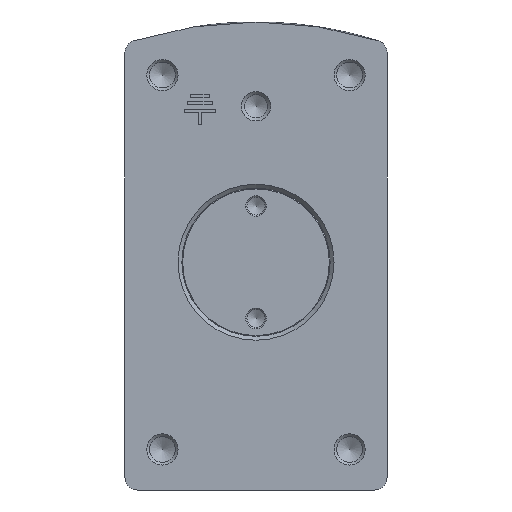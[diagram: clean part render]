
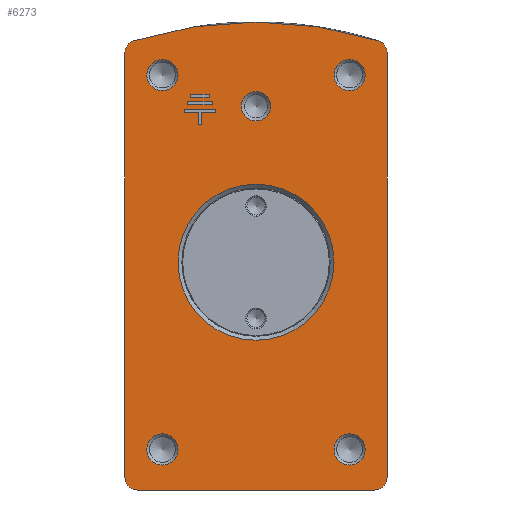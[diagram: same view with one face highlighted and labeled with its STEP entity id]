
A CAD part, front view. The second image highlights one B-rep face of the part: STEP entity #6273.
In plain terms, the highlighted planar face has unit normal (0, -1, 0).
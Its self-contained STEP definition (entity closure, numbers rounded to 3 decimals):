
#554=LINE('',#10715,#956);
#557=LINE('',#10721,#959);
#559=LINE('',#10725,#961);
#561=LINE('',#10729,#963);
#562=LINE('',#10731,#964);
#565=LINE('',#10737,#967);
#567=LINE('',#10741,#969);
#569=LINE('',#10745,#971);
#571=LINE('',#10749,#973);
#573=LINE('',#10753,#975);
#575=LINE('',#10757,#977);
#577=LINE('',#10761,#979);
#578=LINE('',#10766,#980);
#581=LINE('',#10772,#983);
#583=LINE('',#10776,#985);
#585=LINE('',#10780,#987);
#674=LINE('',#11134,#1076);
#675=LINE('',#11139,#1077);
#676=LINE('',#11143,#1078);
#956=VECTOR('',#8779,1000.);
#959=VECTOR('',#8784,1000.);
#961=VECTOR('',#8788,1000.);
#963=VECTOR('',#8792,1000.);
#964=VECTOR('',#8795,1000.);
#967=VECTOR('',#8800,1000.);
#969=VECTOR('',#8804,1000.);
#971=VECTOR('',#8808,1000.);
#973=VECTOR('',#8812,1000.);
#975=VECTOR('',#8816,1000.);
#977=VECTOR('',#8820,1000.);
#979=VECTOR('',#8824,1000.);
#980=VECTOR('',#8831,1000.);
#983=VECTOR('',#8836,1000.);
#985=VECTOR('',#8840,1000.);
#987=VECTOR('',#8844,1000.);
#1076=VECTOR('',#9141,1000.);
#1077=VECTOR('',#9144,1000.);
#1078=VECTOR('',#9147,1000.);
#2460=ORIENTED_EDGE('',*,*,#3403,.F.);
#2461=ORIENTED_EDGE('',*,*,#3402,.F.);
#2462=ORIENTED_EDGE('',*,*,#3401,.F.);
#2463=ORIENTED_EDGE('',*,*,#3400,.F.);
#2464=ORIENTED_EDGE('',*,*,#3399,.F.);
#2465=ORIENTED_EDGE('',*,*,#3398,.T.);
#2466=ORIENTED_EDGE('',*,*,#3396,.T.);
#2467=ORIENTED_EDGE('',*,*,#3394,.T.);
#2468=ORIENTED_EDGE('',*,*,#3391,.T.);
#2469=ORIENTED_EDGE('',*,*,#3534,.T.);
#2470=ORIENTED_EDGE('',*,*,#3535,.F.);
#2471=ORIENTED_EDGE('',*,*,#3536,.F.);
#2472=ORIENTED_EDGE('',*,*,#3537,.F.);
#2473=ORIENTED_EDGE('',*,*,#3538,.F.);
#2474=ORIENTED_EDGE('',*,*,#3539,.F.);
#2475=ORIENTED_EDGE('',*,*,#3540,.F.);
#2476=ORIENTED_EDGE('',*,*,#3541,.F.);
#2477=ORIENTED_EDGE('',*,*,#3390,.F.);
#2478=ORIENTED_EDGE('',*,*,#3389,.T.);
#2479=ORIENTED_EDGE('',*,*,#3387,.T.);
#2480=ORIENTED_EDGE('',*,*,#3385,.T.);
#2481=ORIENTED_EDGE('',*,*,#3383,.T.);
#2482=ORIENTED_EDGE('',*,*,#3381,.T.);
#2483=ORIENTED_EDGE('',*,*,#3379,.T.);
#2484=ORIENTED_EDGE('',*,*,#3377,.T.);
#2485=ORIENTED_EDGE('',*,*,#3374,.T.);
#2486=ORIENTED_EDGE('',*,*,#3373,.T.);
#2487=ORIENTED_EDGE('',*,*,#3371,.T.);
#2488=ORIENTED_EDGE('',*,*,#3369,.T.);
#2489=ORIENTED_EDGE('',*,*,#3366,.T.);
#3366=EDGE_CURVE('',#4097,#4098,#554,.T.);
#3369=EDGE_CURVE('',#4099,#4097,#557,.T.);
#3371=EDGE_CURVE('',#4100,#4099,#559,.T.);
#3373=EDGE_CURVE('',#4098,#4100,#561,.T.);
#3374=EDGE_CURVE('',#4101,#4102,#562,.T.);
#3377=EDGE_CURVE('',#4103,#4101,#565,.T.);
#3379=EDGE_CURVE('',#4104,#4103,#567,.T.);
#3381=EDGE_CURVE('',#4105,#4104,#569,.T.);
#3383=EDGE_CURVE('',#4106,#4105,#571,.T.);
#3385=EDGE_CURVE('',#4107,#4106,#573,.T.);
#3387=EDGE_CURVE('',#4108,#4107,#575,.T.);
#3389=EDGE_CURVE('',#4102,#4108,#577,.T.);
#3390=EDGE_CURVE('',#4109,#4109,#4580,.T.);
#3391=EDGE_CURVE('',#4110,#4111,#578,.T.);
#3394=EDGE_CURVE('',#4112,#4110,#581,.T.);
#3396=EDGE_CURVE('',#4113,#4112,#583,.T.);
#3398=EDGE_CURVE('',#4111,#4113,#585,.T.);
#3399=EDGE_CURVE('',#4114,#4114,#4581,.T.);
#3400=EDGE_CURVE('',#4115,#4115,#4582,.T.);
#3401=EDGE_CURVE('',#4116,#4116,#4583,.T.);
#3402=EDGE_CURVE('',#4117,#4117,#4584,.T.);
#3403=EDGE_CURVE('',#4118,#4118,#4585,.T.);
#3534=EDGE_CURVE('',#4195,#4196,#674,.T.);
#3535=EDGE_CURVE('',#4197,#4196,#4613,.T.);
#3536=EDGE_CURVE('',#4198,#4197,#675,.T.);
#3537=EDGE_CURVE('',#4199,#4198,#4614,.T.);
#3538=EDGE_CURVE('',#4200,#4199,#676,.T.);
#3539=EDGE_CURVE('',#4201,#4200,#4615,.T.);
#3540=EDGE_CURVE('',#4202,#4201,#4616,.T.);
#3541=EDGE_CURVE('',#4195,#4202,#4617,.T.);
#4097=VERTEX_POINT('',#10716);
#4098=VERTEX_POINT('',#10717);
#4099=VERTEX_POINT('',#10722);
#4100=VERTEX_POINT('',#10726);
#4101=VERTEX_POINT('',#10732);
#4102=VERTEX_POINT('',#10733);
#4103=VERTEX_POINT('',#10738);
#4104=VERTEX_POINT('',#10742);
#4105=VERTEX_POINT('',#10746);
#4106=VERTEX_POINT('',#10750);
#4107=VERTEX_POINT('',#10754);
#4108=VERTEX_POINT('',#10758);
#4109=VERTEX_POINT('',#10764);
#4110=VERTEX_POINT('',#10767);
#4111=VERTEX_POINT('',#10768);
#4112=VERTEX_POINT('',#10773);
#4113=VERTEX_POINT('',#10777);
#4114=VERTEX_POINT('',#10783);
#4115=VERTEX_POINT('',#10786);
#4116=VERTEX_POINT('',#10789);
#4117=VERTEX_POINT('',#10792);
#4118=VERTEX_POINT('',#10795);
#4195=VERTEX_POINT('',#11135);
#4196=VERTEX_POINT('',#11136);
#4197=VERTEX_POINT('',#11138);
#4198=VERTEX_POINT('',#11140);
#4199=VERTEX_POINT('',#11142);
#4200=VERTEX_POINT('',#11144);
#4201=VERTEX_POINT('',#11146);
#4202=VERTEX_POINT('',#11148);
#4580=CIRCLE('',#7236,12.5);
#4581=CIRCLE('',#7242,2.5);
#4582=CIRCLE('',#7244,2.5);
#4583=CIRCLE('',#7246,2.5);
#4584=CIRCLE('',#7248,2.5);
#4585=CIRCLE('',#7250,2.35);
#4613=CIRCLE('',#7345,2.);
#4614=CIRCLE('',#7346,2.);
#4615=CIRCLE('',#7347,2.);
#4616=CIRCLE('',#7348,65.);
#4617=CIRCLE('',#7349,2.);
#5119=EDGE_LOOP('',(#2460));
#5120=EDGE_LOOP('',(#2461));
#5121=EDGE_LOOP('',(#2462));
#5122=EDGE_LOOP('',(#2463));
#5123=EDGE_LOOP('',(#2464));
#5124=EDGE_LOOP('',(#2465,#2466,#2467,#2468));
#5125=EDGE_LOOP('',(#2469,#2470,#2471,#2472,#2473,#2474,#2475,#2476));
#5126=EDGE_LOOP('',(#2477));
#5127=EDGE_LOOP('',(#2478,#2479,#2480,#2481,#2482,#2483,#2484,#2485));
#5128=EDGE_LOOP('',(#2486,#2487,#2488,#2489));
#5681=FACE_BOUND('',#5119,.T.);
#5682=FACE_BOUND('',#5120,.T.);
#5683=FACE_BOUND('',#5121,.T.);
#5684=FACE_BOUND('',#5122,.T.);
#5685=FACE_BOUND('',#5123,.T.);
#5686=FACE_BOUND('',#5124,.T.);
#5687=FACE_BOUND('',#5125,.T.);
#5688=FACE_BOUND('',#5126,.T.);
#5689=FACE_BOUND('',#5127,.T.);
#5690=FACE_BOUND('',#5128,.T.);
#5906=PLANE('',#7344);
#6273=ADVANCED_FACE('',(#5681,#5682,#5683,#5684,#5685,#5686,#5687,#5688,
#5689,#5690),#5906,.F.);
#7236=AXIS2_PLACEMENT_3D('',#10763,#8827,#8828);
#7242=AXIS2_PLACEMENT_3D('',#10782,#8847,#8848);
#7244=AXIS2_PLACEMENT_3D('',#10785,#8851,#8852);
#7246=AXIS2_PLACEMENT_3D('',#10788,#8855,#8856);
#7248=AXIS2_PLACEMENT_3D('',#10791,#8859,#8860);
#7250=AXIS2_PLACEMENT_3D('',#10794,#8863,#8864);
#7344=AXIS2_PLACEMENT_3D('',#11133,#9139,#9140);
#7345=AXIS2_PLACEMENT_3D('',#11137,#9142,#9143);
#7346=AXIS2_PLACEMENT_3D('',#11141,#9145,#9146);
#7347=AXIS2_PLACEMENT_3D('',#11145,#9148,#9149);
#7348=AXIS2_PLACEMENT_3D('',#11147,#9150,#9151);
#7349=AXIS2_PLACEMENT_3D('',#11149,#9152,#9153);
#8779=DIRECTION('',(-1.,0.,0.));
#8784=DIRECTION('',(0.,0.,-1.));
#8788=DIRECTION('',(1.,0.,0.));
#8792=DIRECTION('',(0.,0.,1.));
#8795=DIRECTION('',(0.,0.,1.));
#8800=DIRECTION('',(-1.,0.,0.));
#8804=DIRECTION('',(0.,0.,-1.));
#8808=DIRECTION('',(-1.,0.,0.));
#8812=DIRECTION('',(0.,0.,-1.));
#8816=DIRECTION('',(1.,0.,0.));
#8820=DIRECTION('',(0.,0.,1.));
#8824=DIRECTION('',(-1.,0.,0.));
#8827=DIRECTION('',(0.,-1.,0.));
#8828=DIRECTION('',(0.,0.,-1.));
#8831=DIRECTION('',(-1.,0.,0.));
#8836=DIRECTION('',(0.,0.,-1.));
#8840=DIRECTION('',(1.,0.,0.));
#8844=DIRECTION('',(0.,0.,1.));
#8847=DIRECTION('',(0.,-1.,0.));
#8848=DIRECTION('',(0.,0.,-1.));
#8851=DIRECTION('',(0.,-1.,0.));
#8852=DIRECTION('',(0.,0.,-1.));
#8855=DIRECTION('',(0.,-1.,0.));
#8856=DIRECTION('',(0.,0.,-1.));
#8859=DIRECTION('',(0.,-1.,0.));
#8860=DIRECTION('',(0.,0.,-1.));
#8863=DIRECTION('',(0.,-1.,0.));
#8864=DIRECTION('',(0.,0.,-1.));
#9139=DIRECTION('',(0.,1.,0.));
#9140=DIRECTION('',(0.,0.,1.));
#9141=DIRECTION('',(0.,0.,-1.));
#9142=DIRECTION('',(0.,1.,0.));
#9143=DIRECTION('',(1.,0.,0.));
#9144=DIRECTION('',(-1.,0.,0.));
#9145=DIRECTION('',(0.,1.,0.));
#9146=DIRECTION('',(1.,0.,0.));
#9147=DIRECTION('',(0.,0.,-1.));
#9148=DIRECTION('',(0.,1.,0.));
#9149=DIRECTION('',(1.,0.,0.));
#9150=DIRECTION('',(0.,1.,0.));
#9151=DIRECTION('',(1.,0.,0.));
#9152=DIRECTION('',(0.,1.,0.));
#9153=DIRECTION('',(1.,0.,0.));
#10715=CARTESIAN_POINT('',(-7.5,0.,25.4));
#10716=CARTESIAN_POINT('',(-7.5,0.,25.4));
#10717=CARTESIAN_POINT('',(-10.5,0.,25.4));
#10721=CARTESIAN_POINT('',(-7.5,0.,25.9));
#10722=CARTESIAN_POINT('',(-7.5,0.,25.9));
#10725=CARTESIAN_POINT('',(-10.5,0.,25.9));
#10726=CARTESIAN_POINT('',(-10.5,0.,25.9));
#10729=CARTESIAN_POINT('',(-10.5,0.,25.4));
#10731=CARTESIAN_POINT('',(-9.25,0.,21.));
#10732=CARTESIAN_POINT('',(-9.25,0.,21.));
#10733=CARTESIAN_POINT('',(-9.25,0.,23.));
#10737=CARTESIAN_POINT('',(-8.75,0.,21.));
#10738=CARTESIAN_POINT('',(-8.75,0.,21.));
#10741=CARTESIAN_POINT('',(-8.75,0.,23.));
#10742=CARTESIAN_POINT('',(-8.75,0.,23.));
#10745=CARTESIAN_POINT('',(-6.5,0.,23.));
#10746=CARTESIAN_POINT('',(-6.5,0.,23.));
#10749=CARTESIAN_POINT('',(-6.5,0.,23.5));
#10750=CARTESIAN_POINT('',(-6.5,0.,23.5));
#10753=CARTESIAN_POINT('',(-11.5,0.,23.5));
#10754=CARTESIAN_POINT('',(-11.5,0.,23.5));
#10757=CARTESIAN_POINT('',(-11.5,0.,23.));
#10758=CARTESIAN_POINT('',(-11.5,0.,23.));
#10761=CARTESIAN_POINT('',(-9.25,0.,23.));
#10763=CARTESIAN_POINT('',(0.,0.,-1.));
#10764=CARTESIAN_POINT('',(0.,0.,-13.5));
#10766=CARTESIAN_POINT('',(-7.,0.,24.2));
#10767=CARTESIAN_POINT('',(-7.,0.,24.2));
#10768=CARTESIAN_POINT('',(-11.,0.,24.2));
#10772=CARTESIAN_POINT('',(-7.,0.,24.7));
#10773=CARTESIAN_POINT('',(-7.,0.,24.7));
#10776=CARTESIAN_POINT('',(-11.,0.,24.7));
#10777=CARTESIAN_POINT('',(-11.,0.,24.7));
#10780=CARTESIAN_POINT('',(-11.,0.,24.2));
#10782=CARTESIAN_POINT('',(15.,0.,-31.));
#10783=CARTESIAN_POINT('',(15.,0.,-33.5));
#10785=CARTESIAN_POINT('',(-15.,0.,-31.));
#10786=CARTESIAN_POINT('',(-15.,0.,-33.5));
#10788=CARTESIAN_POINT('',(15.,0.,29.));
#10789=CARTESIAN_POINT('',(15.,0.,26.5));
#10791=CARTESIAN_POINT('',(-15.,0.,29.));
#10792=CARTESIAN_POINT('',(-15.,0.,26.5));
#10794=CARTESIAN_POINT('',(0.,0.,24.));
#10795=CARTESIAN_POINT('',(0.,0.,21.65));
#11133=CARTESIAN_POINT('',(21.,0.,37.5));
#11134=CARTESIAN_POINT('',(-21.,0.,37.5));
#11135=CARTESIAN_POINT('',(-21.,0.,32.567));
#11136=CARTESIAN_POINT('',(-21.,0.,-35.5));
#11137=CARTESIAN_POINT('',(-19.,0.,-35.5));
#11138=CARTESIAN_POINT('',(-19.,0.,-37.5));
#11139=CARTESIAN_POINT('',(21.,0.,-37.5));
#11140=CARTESIAN_POINT('',(19.,0.,-37.5));
#11141=CARTESIAN_POINT('',(19.,0.,-35.5));
#11142=CARTESIAN_POINT('',(21.,0.,-35.5));
#11143=CARTESIAN_POINT('',(21.,0.,37.5));
#11144=CARTESIAN_POINT('',(21.,0.,32.567));
#11145=CARTESIAN_POINT('',(19.,0.,32.567));
#11146=CARTESIAN_POINT('',(19.603,0.,34.474));
#11147=CARTESIAN_POINT('',(0.,0.,-27.5));
#11148=CARTESIAN_POINT('',(-19.603,0.,34.474));
#11149=CARTESIAN_POINT('',(-19.,0.,32.567));
